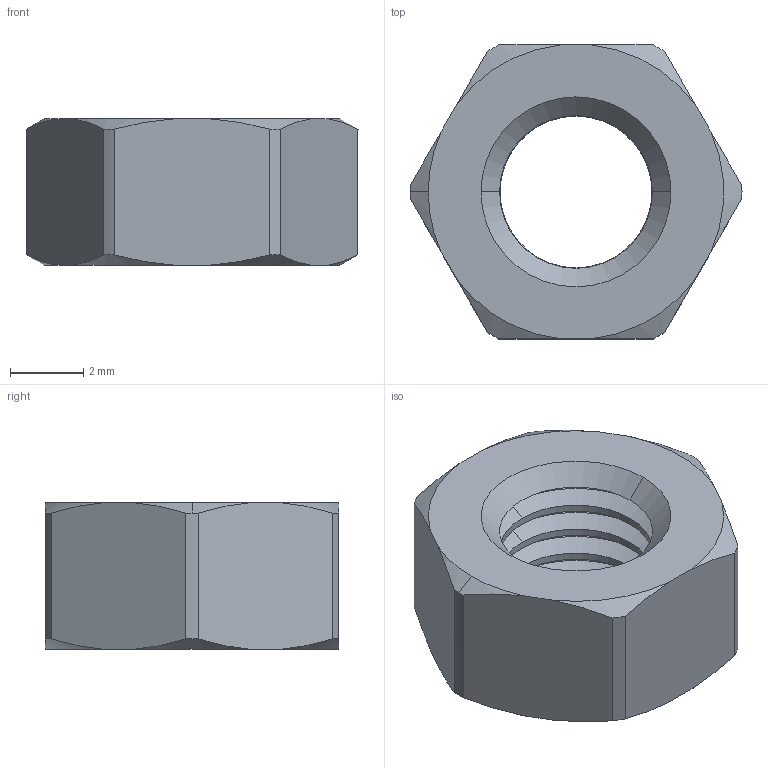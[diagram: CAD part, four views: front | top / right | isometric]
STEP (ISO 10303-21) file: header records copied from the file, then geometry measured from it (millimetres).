
FILE_DESCRIPTION(('FreeCAD Model'),'2;1');
FILE_NAME('Nuts_M5.step', '2017-05-21T19:11:54',('Author'),(''), 'Open CASCADE STEP processor 6.8','FreeCAD','Unknown');
FILE_SCHEMA(('AUTOMOTIVE_DESIGN_CC2 { 1 2 10303 214 -1 1 5 4 }'));
Length unit declared in the file: millimetre
Products named in the file (1): 5E69CE99-D3B8-4613-AE30-2D31BB5081E3
Bounding box: 9.04 x 8 x 4 mm (x, y, z)
Volume: 154.2 mm3; surface area: 267.2 mm2
Topology: 1 solids, 1 shells, 71 faces, 178 edges, 109 vertices
Faces by surface type: cone 34, bspline 16, cylinder 13, plane 8
Entity records: 11320 total; most frequent: CARTESIAN_POINT 7795, DIRECTION 417, ORIENTED_EDGE 356, PCURVE 356, DEFINITIONAL_REPRESENTATION 356, B_SPLINE_CURVE_WITH_KNOTS 326, EDGE_CURVE 178, SURFACE_CURVE 178
